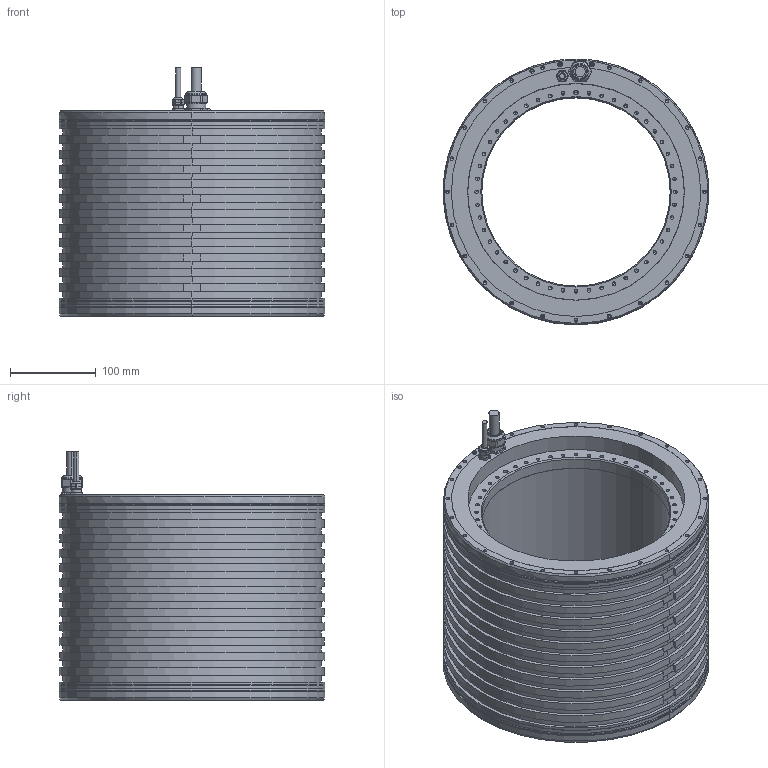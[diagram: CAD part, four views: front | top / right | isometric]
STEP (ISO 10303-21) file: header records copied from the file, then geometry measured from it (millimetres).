
FILE_DESCRIPTION((''),'2;1');
FILE_NAME('ASM0009_ASM','2016-08-08T',('ch5533'),(''),'PRO/ENGINEER BY PARAMETRIC TECHNOLOGY CORPORATION, 2014000','PRO/ENGINEER BY PARAMETRIC TECHNOLOGY CORPORATION, 2014000','');
FILE_SCHEMA(('CONFIG_CONTROL_DESIGN'));
Length unit declared in the file: millimetre
Products named in the file (5): BREP_WITH_VOIDS_59746; MANIFOLD_SOLID_BREP_60152; MANIFOLD_SOLID_BREP_60558; MANIFOLD_SOLID_BREP_74043; ASM0009_ASM
Assembly tree (4 placements, depth 2):
  ASM0009_ASM
    BREP_WITH_VOIDS_59746
    MANIFOLD_SOLID_BREP_60152
    MANIFOLD_SOLID_BREP_60558
    MANIFOLD_SOLID_BREP_74043
Bounding box: 310 x 310 x 289.8 mm (x, y, z)
Volume: 8010582.5 mm3; surface area: 945333.5 mm2
Topology: 4 solids, 14 shells, 1034 faces, 2692 edges, 1556 vertices
Faces by surface type: cylinder 486, cone 352, plane 146, torus 38, revolution 8, sphere 4
Entity records: 37440 total; most frequent: DIRECTION 5721, CARTESIAN_POINT 5479, ORIENTED_EDGE 4792, EDGE_CURVE 2396, AXIS2_PLACEMENT_3D 2346, VERTEX_POINT 1556, CIRCLE 1311, EDGE_LOOP 1226
